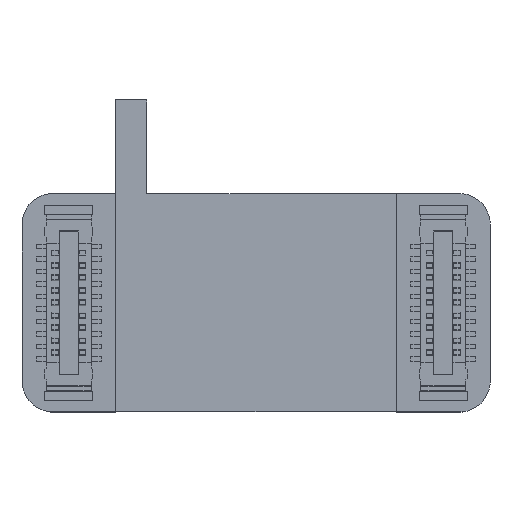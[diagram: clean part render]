
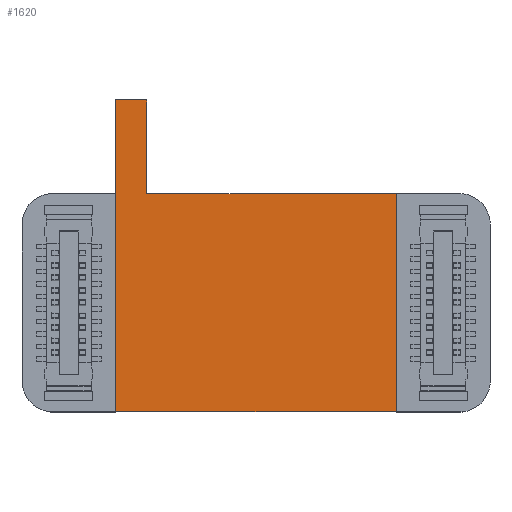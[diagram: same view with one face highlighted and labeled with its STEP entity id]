
A CAD part, top view. The second image highlights one B-rep face of the part: STEP entity #1620.
In plain terms, the highlighted planar face has unit normal (0, 0, 1).
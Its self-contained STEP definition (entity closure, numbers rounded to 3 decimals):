
#1620 = ADVANCED_FACE('',(#1621),#1679,.F.);
#1621 = FACE_BOUND('',#1622,.T.);
#1622 = EDGE_LOOP('',(#1623,#1633,#1641,#1649,#1657,#1665,#1673));
#1623 = ORIENTED_EDGE('',*,*,#1624,.T.);
#1624 = EDGE_CURVE('',#1625,#1627,#1629,.T.);
#1625 = VERTEX_POINT('',#1626);
#1626 = CARTESIAN_POINT('',(4.,10.,
    0.028));
#1627 = VERTEX_POINT('',#1628);
#1628 = CARTESIAN_POINT('',(3.,10.,
    0.028));
#1629 = LINE('',#1630,#1631);
#1630 = CARTESIAN_POINT('',(4.,10.,
    0.028));
#1631 = VECTOR('',#1632,1.);
#1632 = DIRECTION('',(-1.,0.,0.));
#1633 = ORIENTED_EDGE('',*,*,#1634,.T.);
#1634 = EDGE_CURVE('',#1627,#1635,#1637,.T.);
#1635 = VERTEX_POINT('',#1636);
#1636 = CARTESIAN_POINT('',(3.,7.,
    0.028));
#1637 = LINE('',#1638,#1639);
#1638 = CARTESIAN_POINT('',(3.,10.,
    0.028));
#1639 = VECTOR('',#1640,1.);
#1640 = DIRECTION('',(0.,-1.,0.));
#1641 = ORIENTED_EDGE('',*,*,#1642,.T.);
#1642 = EDGE_CURVE('',#1635,#1643,#1645,.T.);
#1643 = VERTEX_POINT('',#1644);
#1644 = CARTESIAN_POINT('',(3.,0.,0.028));
#1645 = LINE('',#1646,#1647);
#1646 = CARTESIAN_POINT('',(3.,7.,
    0.028));
#1647 = VECTOR('',#1648,1.);
#1648 = DIRECTION('',(0.,-1.,0.));
#1649 = ORIENTED_EDGE('',*,*,#1650,.T.);
#1650 = EDGE_CURVE('',#1643,#1651,#1653,.T.);
#1651 = VERTEX_POINT('',#1652);
#1652 = CARTESIAN_POINT('',(12.,0.,0.028));
#1653 = LINE('',#1654,#1655);
#1654 = CARTESIAN_POINT('',(3.,0.,0.028));
#1655 = VECTOR('',#1656,1.);
#1656 = DIRECTION('',(1.,0.,0.));
#1657 = ORIENTED_EDGE('',*,*,#1658,.T.);
#1658 = EDGE_CURVE('',#1651,#1659,#1661,.T.);
#1659 = VERTEX_POINT('',#1660);
#1660 = CARTESIAN_POINT('',(12.,7.,
    0.028));
#1661 = LINE('',#1662,#1663);
#1662 = CARTESIAN_POINT('',(12.,0.,0.028));
#1663 = VECTOR('',#1664,1.);
#1664 = DIRECTION('',(0.,1.,0.));
#1665 = ORIENTED_EDGE('',*,*,#1666,.T.);
#1666 = EDGE_CURVE('',#1659,#1667,#1669,.T.);
#1667 = VERTEX_POINT('',#1668);
#1668 = CARTESIAN_POINT('',(4.,7.,
    0.028));
#1669 = LINE('',#1670,#1671);
#1670 = CARTESIAN_POINT('',(12.,7.,
    0.028));
#1671 = VECTOR('',#1672,1.);
#1672 = DIRECTION('',(-1.,0.,0.));
#1673 = ORIENTED_EDGE('',*,*,#1674,.T.);
#1674 = EDGE_CURVE('',#1667,#1625,#1675,.T.);
#1675 = LINE('',#1676,#1677);
#1676 = CARTESIAN_POINT('',(4.,7.,
    0.028));
#1677 = VECTOR('',#1678,1.);
#1678 = DIRECTION('',(0.,1.,0.));
#1679 = PLANE('',#1680);
#1680 = AXIS2_PLACEMENT_3D('',#1681,#1682,#1683);
#1681 = CARTESIAN_POINT('',(6.868,4.368,
    0.028));
#1682 = DIRECTION('',(0.,0.,-1.));
#1683 = DIRECTION('',(-1.,0.,0.));
